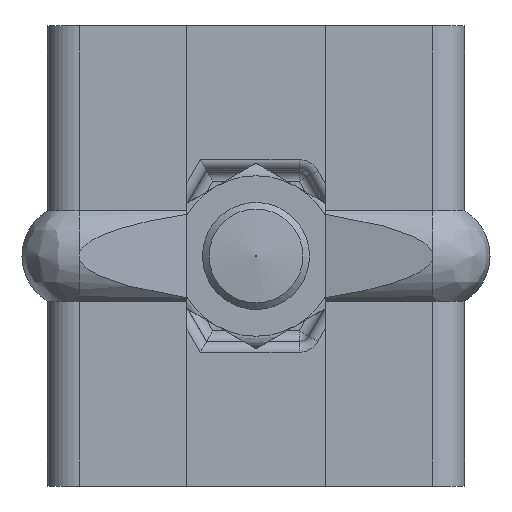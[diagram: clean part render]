
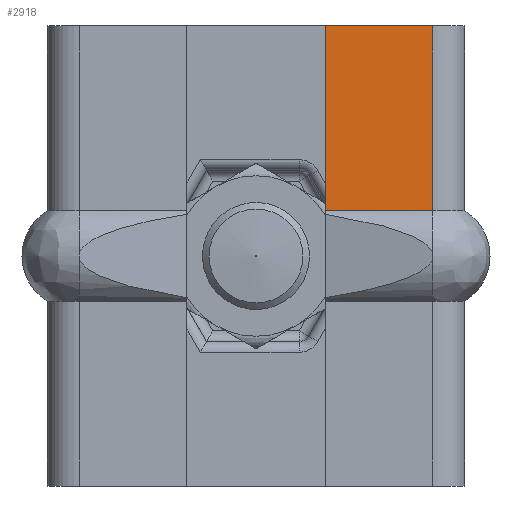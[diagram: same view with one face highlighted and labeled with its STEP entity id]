
A CAD part, front view. The second image highlights one B-rep face of the part: STEP entity #2918.
In plain terms, the highlighted planar face has unit normal (0, -1, 0).
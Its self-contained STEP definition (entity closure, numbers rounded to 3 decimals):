
#104=PLANE('',#3227);
#252=LINE('',#6331,#418);
#253=LINE('',#6333,#419);
#254=LINE('',#6335,#420);
#255=LINE('',#6336,#421);
#418=VECTOR('',#3817,10.);
#419=VECTOR('',#3818,10.);
#420=VECTOR('',#3819,10.);
#421=VECTOR('',#3820,10.);
#688=FACE_OUTER_BOUND('',#882,.T.);
#882=EDGE_LOOP('',(#2354,#2355,#2356,#2357));
#1363=VERTEX_POINT('',#6329);
#1364=VERTEX_POINT('',#6330);
#1365=VERTEX_POINT('',#6332);
#1366=VERTEX_POINT('',#6334);
#1714=EDGE_CURVE('',#1363,#1364,#252,.T.);
#1715=EDGE_CURVE('',#1364,#1365,#253,.T.);
#1716=EDGE_CURVE('',#1365,#1366,#254,.T.);
#1717=EDGE_CURVE('',#1363,#1366,#255,.T.);
#2354=ORIENTED_EDGE('',*,*,#1714,.T.);
#2355=ORIENTED_EDGE('',*,*,#1715,.T.);
#2356=ORIENTED_EDGE('',*,*,#1716,.T.);
#2357=ORIENTED_EDGE('',*,*,#1717,.F.);
#2918=ADVANCED_FACE('',(#688),#104,.T.);
#3227=AXIS2_PLACEMENT_3D('',#6328,#3815,#3816);
#3815=DIRECTION('center_axis',(0.,-1.,0.));
#3816=DIRECTION('ref_axis',(0.,0.,-1.));
#3817=DIRECTION('',(1.,0.,0.));
#3818=DIRECTION('',(0.,0.,1.));
#3819=DIRECTION('',(-1.,0.,0.));
#3820=DIRECTION('',(0.,0.,1.));
#6328=CARTESIAN_POINT('Origin',(46.,-3.,0.));
#6329=CARTESIAN_POINT('',(26.,-3.,51.5));
#6330=CARTESIAN_POINT('',(46.,-3.,51.5));
#6331=CARTESIAN_POINT('',(46.,-3.,51.5));
#6332=CARTESIAN_POINT('',(46.,-3.,86.));
#6333=CARTESIAN_POINT('',(46.,-3.,0.));
#6334=CARTESIAN_POINT('',(26.,-3.,86.));
#6335=CARTESIAN_POINT('',(26.,-3.,86.));
#6336=CARTESIAN_POINT('',(26.,-3.,0.));
